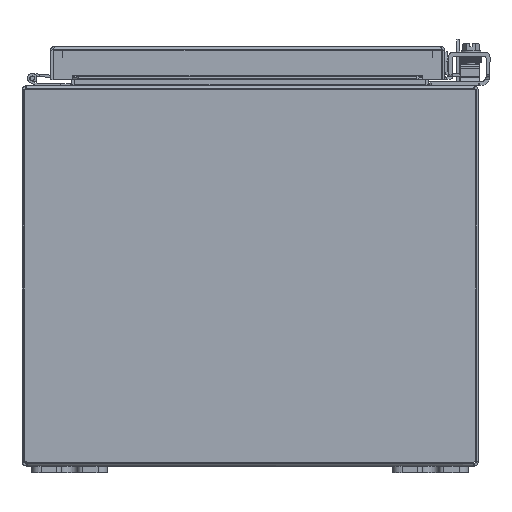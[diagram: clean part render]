
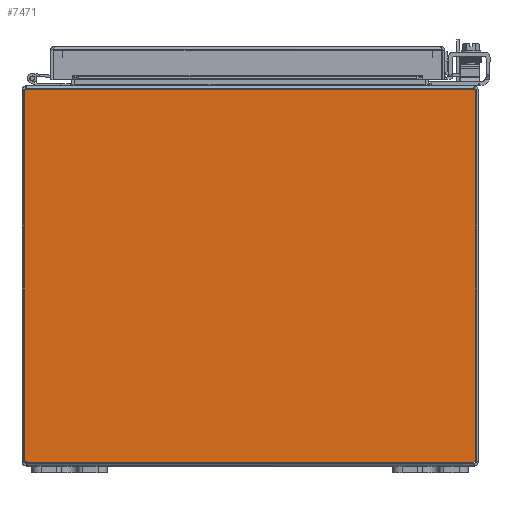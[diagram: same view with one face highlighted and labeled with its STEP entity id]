
A CAD part, front view. The second image highlights one B-rep face of the part: STEP entity #7471.
In plain terms, the highlighted planar face has unit normal (0, -1, 0).
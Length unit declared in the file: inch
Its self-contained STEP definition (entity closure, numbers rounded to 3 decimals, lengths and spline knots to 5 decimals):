
#6016=CARTESIAN_POINT('',(5.91495,-12.,9.89475));
#6017=VERTEX_POINT('',#6016);
#6046=CARTESIAN_POINT('',(-5.91495,-12.,9.89475));
#6047=VERTEX_POINT('',#6046);
#6061=CARTESIAN_POINT('',(5.91495,-12.,9.89475));
#6062=DIRECTION('',(-1.0,0.0,0.0));
#6063=VECTOR('',#6062,11.8299);
#6064=LINE('',#6061,#6063);
#6065=EDGE_CURVE('',#6017,#6047,#6064,.T.);
#6390=CARTESIAN_POINT('',(-5.963,-12.,9.89475));
#6391=VERTEX_POINT('',#6390);
#6398=CARTESIAN_POINT('',(-5.91495,-12.,9.89475));
#6399=DIRECTION('',(-1.0,0.0,0.0));
#6400=VECTOR('',#6399,0.04805);
#6401=LINE('',#6398,#6400);
#6402=EDGE_CURVE('',#6047,#6391,#6401,.T.);
#6568=CARTESIAN_POINT('',(5.963,-12.,9.89475));
#6569=VERTEX_POINT('',#6568);
#6570=CARTESIAN_POINT('',(5.963,-12.,9.89475));
#6571=DIRECTION('',(-1.0,0.0,0.0));
#6572=VECTOR('',#6571,0.04805);
#6573=LINE('',#6570,#6572);
#6574=EDGE_CURVE('',#6569,#6017,#6573,.T.);
#6599=CARTESIAN_POINT('',(5.963,-12.0,0.12745));
#6600=VERTEX_POINT('',#6599);
#6601=CARTESIAN_POINT('',(5.963,-12.,9.89475));
#6602=DIRECTION('',(0.0,0.0,-1.0));
#6603=VECTOR('',#6602,9.7673);
#6604=LINE('',#6601,#6603);
#6605=EDGE_CURVE('',#6569,#6600,#6604,.T.);
#7403=CARTESIAN_POINT('',(-5.88277,-12.0,0.10525));
#7404=VERTEX_POINT('',#7403);
#7411=CARTESIAN_POINT('',(-5.963,-12.0,0.12745));
#7412=VERTEX_POINT('',#7411);
#7413=CARTESIAN_POINT('',(-5.93789,-12.0,0.06211));
#7414=DIRECTION('',(0.0,1.0,0.0));
#7415=DIRECTION('',(1.0,0.0,0.0));
#7416=AXIS2_PLACEMENT_3D('',#7413,#7414,#7415);
#7417=CIRCLE('',#7416,0.07);
#7418=EDGE_CURVE('',#7412,#7404,#7417,.T.);
#7438=CARTESIAN_POINT('',(0.,-12.,5.00948));
#7439=DIRECTION('',(0.0,1.0,0.0));
#7440=DIRECTION('',(1.0,0.0,0.0));
#7441=AXIS2_PLACEMENT_3D('',#7438,#7439,#7440);
#7442=PLANE('',#7441);
#7443=ORIENTED_EDGE('',*,*,#6574,.T.);
#7444=ORIENTED_EDGE('',*,*,#6065,.T.);
#7445=ORIENTED_EDGE('',*,*,#6402,.T.);
#7446=CARTESIAN_POINT('',(-5.963,-12.,0.12745));
#7447=DIRECTION('',(0.0,0.0,1.0));
#7448=VECTOR('',#7447,9.7673);
#7449=LINE('',#7446,#7448);
#7450=EDGE_CURVE('',#7412,#6391,#7449,.T.);
#7451=ORIENTED_EDGE('',*,*,#7450,.F.);
#7452=ORIENTED_EDGE('',*,*,#7418,.T.);
#7453=CARTESIAN_POINT('',(5.88277,-12.,0.10525));
#7454=VERTEX_POINT('',#7453);
#7455=CARTESIAN_POINT('',(-5.88277,-12.,0.10525));
#7456=DIRECTION('',(1.0,0.0,0.0));
#7457=VECTOR('',#7456,11.76553);
#7458=LINE('',#7455,#7457);
#7459=EDGE_CURVE('',#7404,#7454,#7458,.T.);
#7460=ORIENTED_EDGE('',*,*,#7459,.T.);
#7461=CARTESIAN_POINT('',(5.93789,-12.,0.06211));
#7462=DIRECTION('',(0.0,1.0,0.0));
#7463=DIRECTION('',(1.0,0.0,0.0));
#7464=AXIS2_PLACEMENT_3D('',#7461,#7462,#7463);
#7465=CIRCLE('',#7464,0.07);
#7466=EDGE_CURVE('',#7454,#6600,#7465,.T.);
#7467=ORIENTED_EDGE('',*,*,#7466,.T.);
#7468=ORIENTED_EDGE('',*,*,#6605,.F.);
#7469=EDGE_LOOP('',(#7443,#7444,#7445,#7451,#7452,#7460,#7467,#7468));
#7470=FACE_OUTER_BOUND('',#7469,.T.);
#7471=ADVANCED_FACE('',(#7470),#7442,.F.);
